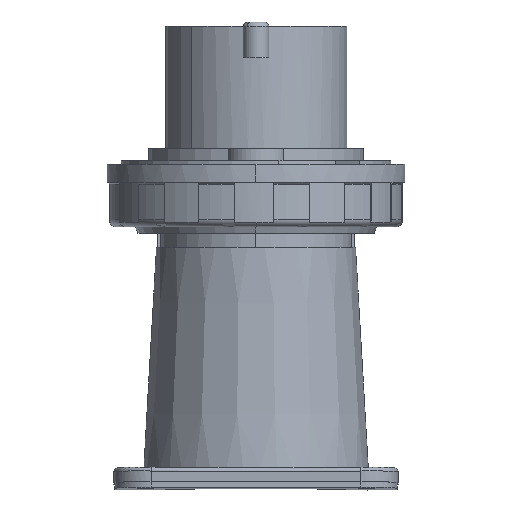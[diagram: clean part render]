
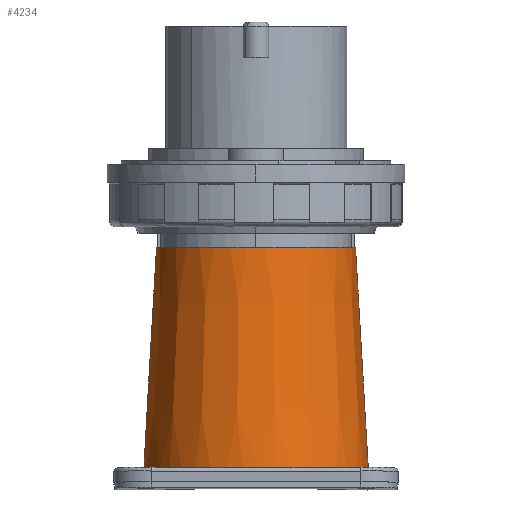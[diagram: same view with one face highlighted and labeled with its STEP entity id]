
A CAD part, front view. The second image highlights one B-rep face of the part: STEP entity #4234.
In plain terms, the highlighted conical face has half-angle 3.304 degrees and reference radius 28.529 mm.
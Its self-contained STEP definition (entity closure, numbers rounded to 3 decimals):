
#1579=CARTESIAN_POINT('',(44.829,-3.75,-0.232));
#1580=CARTESIAN_POINT('',(45.977,-4.407,
-0.24));
#1581=CARTESIAN_POINT('',(48.186,-5.87,
-0.258));
#1582=CARTESIAN_POINT('',(51.184,-8.48,
-0.286));
#1583=CARTESIAN_POINT('',(53.814,-11.458,
-0.314));
#1584=CARTESIAN_POINT('',(56.033,-14.755,
-0.34));
#1585=CARTESIAN_POINT('',(57.801,-18.313,
-0.362));
#1586=CARTESIAN_POINT('',(59.089,-22.072,
-0.38));
#1587=CARTESIAN_POINT('',(59.874,-25.966,
-0.39));
#1588=CARTESIAN_POINT('',(60.144,-29.929,
-0.394));
#1589=CARTESIAN_POINT('',(59.893,-33.894,
-0.391));
#1590=CARTESIAN_POINT('',(59.126,-37.791,
-0.38));
#1591=CARTESIAN_POINT('',(57.856,-41.556,
-0.363));
#1592=CARTESIAN_POINT('',(56.104,-45.122,
-0.341));
#1593=CARTESIAN_POINT('',(53.901,-48.429,
-0.315));
#1594=CARTESIAN_POINT('',(51.284,-51.42,
-0.287));
#1595=CARTESIAN_POINT('',(48.298,-54.044,
-0.259));
#1596=CARTESIAN_POINT('',(44.995,-56.255,
-0.232));
#1597=CARTESIAN_POINT('',(41.431,-58.015,
-0.21));
#1598=CARTESIAN_POINT('',(37.667,-59.295,
-0.193));
#1599=CARTESIAN_POINT('',(33.767,-60.071,
-0.182));
#1600=CARTESIAN_POINT('',(29.8,-60.332,-0.178));
#1601=CARTESIAN_POINT('',(25.833,-60.071,
-0.182));
#1602=CARTESIAN_POINT('',(21.933,-59.295,
-0.193));
#1603=CARTESIAN_POINT('',(18.169,-58.015,
-0.21));
#1604=CARTESIAN_POINT('',(14.605,-56.255,
-0.232));
#1605=CARTESIAN_POINT('',(11.302,-54.044,
-0.259));
#1606=CARTESIAN_POINT('',(8.316,-51.42,
-0.287));
#1607=CARTESIAN_POINT('',(5.699,-48.429,
-0.315));
#1608=CARTESIAN_POINT('',(3.496,-45.122,
-0.341));
#1609=CARTESIAN_POINT('',(1.744,-41.556,
-0.363));
#1610=CARTESIAN_POINT('',(0.474,-37.791,
-0.38));
#1611=CARTESIAN_POINT('',(-0.293,-33.894,
-0.391));
#1612=CARTESIAN_POINT('',(-0.544,-29.929,
-0.394));
#1613=CARTESIAN_POINT('',(-0.274,-25.966,
-0.39));
#1614=CARTESIAN_POINT('',(0.511,-22.072,
-0.38));
#1615=CARTESIAN_POINT('',(1.799,-18.313,
-0.362));
#1616=CARTESIAN_POINT('',(3.567,-14.755,
-0.34));
#1617=CARTESIAN_POINT('',(5.786,-11.458,
-0.314));
#1618=CARTESIAN_POINT('',(8.416,-8.48,
-0.286));
#1619=CARTESIAN_POINT('',(11.414,-5.87,
-0.258));
#1620=CARTESIAN_POINT('',(13.623,-4.407,
-0.24));
#1621=CARTESIAN_POINT('',(14.771,-3.75,-0.232));
#1623=CARTESIAN_POINT('',(24.398,-3.75,59.5));
#1624=CARTESIAN_POINT('',(23.816,-3.75,57.468));
#1625=CARTESIAN_POINT('',(22.807,-3.75,53.352));
#1626=CARTESIAN_POINT('',(21.517,-3.75,47.065));
#1627=CARTESIAN_POINT('',(20.383,-3.75,40.759));
#1628=CARTESIAN_POINT('',(19.361,-3.75,34.474));
#1629=CARTESIAN_POINT('',(18.429,-3.75,28.263));
#1630=CARTESIAN_POINT('',(17.537,-3.75,21.914));
#1631=CARTESIAN_POINT('',(16.649,-3.75,15.214));
#1632=CARTESIAN_POINT('',(15.74,-3.75,7.972));
#1633=CARTESIAN_POINT('',(15.098,-3.75,2.585));
#1634=CARTESIAN_POINT('',(14.771,-3.75,-0.232));
#1636=CARTESIAN_POINT('',(29.8,-30.,59.5));
#1637=DIRECTION('',(0.,0.,-1.));
#1638=DIRECTION('',(-0.994,0.112,0.));
#1639=AXIS2_PLACEMENT_3D('',#1636,#1637,#1638);
#1641=CARTESIAN_POINT('',(29.8,-30.,59.5));
#1642=DIRECTION('',(0.,0.,-1.));
#1643=DIRECTION('',(-0.994,-0.112,0.));
#1644=AXIS2_PLACEMENT_3D('',#1641,#1642,#1643);
#1646=CARTESIAN_POINT('',(29.8,-30.,59.5));
#1647=DIRECTION('',(0.,0.,1.));
#1648=DIRECTION('',(-0.994,-0.112,0.));
#1649=AXIS2_PLACEMENT_3D('',#1646,#1647,#1648);
#1651=CARTESIAN_POINT('',(29.8,-30.,59.5));
#1652=DIRECTION('',(0.,0.,1.));
#1653=DIRECTION('',(0.994,-0.112,0.));
#1654=AXIS2_PLACEMENT_3D('',#1651,#1652,#1653);
#1656=CARTESIAN_POINT('',(29.8,-30.,59.5));
#1657=DIRECTION('',(0.,0.,1.));
#1658=DIRECTION('',(0.994,0.112,0.));
#1659=AXIS2_PLACEMENT_3D('',#1656,#1657,#1658);
#1661=CARTESIAN_POINT('',(35.202,-3.75,59.5));
#1662=CARTESIAN_POINT('',(35.784,-3.75,57.468));
#1663=CARTESIAN_POINT('',(36.793,-3.75,53.352));
#1664=CARTESIAN_POINT('',(38.083,-3.75,47.065));
#1665=CARTESIAN_POINT('',(39.217,-3.75,40.759));
#1666=CARTESIAN_POINT('',(40.239,-3.75,34.474));
#1667=CARTESIAN_POINT('',(41.171,-3.75,28.263));
#1668=CARTESIAN_POINT('',(42.063,-3.75,21.914));
#1669=CARTESIAN_POINT('',(42.951,-3.75,15.214));
#1670=CARTESIAN_POINT('',(43.86,-3.75,7.972));
#1671=CARTESIAN_POINT('',(44.502,-3.75,2.585));
#1672=CARTESIAN_POINT('',(44.829,-3.75,-0.232));
#1878=VERTEX_POINT('',#1661);
#1879=VERTEX_POINT('',#1672);
#1897=CARTESIAN_POINT('',(56.432,-33.,59.5));
#1899=VERTEX_POINT('',#1897);
#1900=CARTESIAN_POINT('',(56.432,-27.,59.5));
#1901=VERTEX_POINT('',#1900);
#1943=VERTEX_POINT('',#1623);
#1944=VERTEX_POINT('',#1634);
#1962=CARTESIAN_POINT('',(3.168,-33.,59.5));
#1964=VERTEX_POINT('',#1962);
#1965=CARTESIAN_POINT('',(3.168,-27.,59.5));
#1966=VERTEX_POINT('',#1965);
#4218=CARTESIAN_POINT('',(29.8,-30.,29.553));
#4219=DIRECTION('',(0.,0.,-1.));
#4220=DIRECTION('',(0.,-1.,0.));
#4221=AXIS2_PLACEMENT_3D('',#4218,#4219,#4220);
#4222=CONICAL_SURFACE('',#4221,28.529,3.304);
#4223=ORIENTED_EDGE('',*,*,#3505,.T.);
#4224=ORIENTED_EDGE('',*,*,#3517,.F.);
#4225=ORIENTED_EDGE('',*,*,#3554,.F.);
#4226=ORIENTED_EDGE('',*,*,#4207,.F.);
#4227=ORIENTED_EDGE('',*,*,#3569,.T.);
#4229=ORIENTED_EDGE('',*,*,#4228,.T.);
#4230=ORIENTED_EDGE('',*,*,#3557,.T.);
#4231=ORIENTED_EDGE('',*,*,#3520,.T.);
#4232=EDGE_LOOP('',(#4223,#4224,#4225,#4226,#4227,#4229,#4230,#4231));
#4233=FACE_OUTER_BOUND('',#4232,.F.);
#4234=ADVANCED_FACE('',(#4233),#4222,.T.);
#1622=B_SPLINE_CURVE_WITH_KNOTS('',3,(#1579,#1580,#1581,#1582,#1583,#1584,#1585,
#1586,#1587,#1588,#1589,#1590,#1591,#1592,#1593,#1594,#1595,#1596,#1597,#1598,
#1599,#1600,#1601,#1602,#1603,#1604,#1605,#1606,#1607,#1608,#1609,#1610,#1611,
#1612,#1613,#1614,#1615,#1616,#1617,#1618,#1619,#1620,#1621),.UNSPECIFIED.,.F.,
.F.,(4,1,1,1,1,1,1,1,1,1,1,1,1,1,1,1,1,1,1,1,1,1,1,1,1,1,1,1,1,1,1,1,1,1,1,1,1,
1,1,1,4),(0.,0.025,0.05,0.075,0.1,0.125,0.15,0.175,0.2,0.225,
0.25,0.275,0.3,0.325,0.35,0.375,0.4,0.425,0.45,0.475,0.5,
0.525,0.55,0.575,0.6,0.625,0.65,0.675,0.7,0.725,0.75,
0.775,0.8,0.825,0.85,0.875,0.9,0.925,0.95,0.975,1.),
.UNSPECIFIED.);
#1635=B_SPLINE_CURVE_WITH_KNOTS('',3,(#1623,#1624,#1625,#1626,#1627,#1628,#1629,
#1630,#1631,#1632,#1633,#1634),.UNSPECIFIED.,.F.,.F.,(4,1,1,1,1,1,1,1,1,4),
(0.,0.111,0.222,0.333,0.444,
0.556,0.667,0.778,0.889,1.),
.UNSPECIFIED.);
#1640=CIRCLE('',#1639,26.8);
#1645=CIRCLE('',#1644,26.8);
#1650=CIRCLE('',#1649,26.8);
#1655=CIRCLE('',#1654,26.8);
#1660=CIRCLE('',#1659,26.8);
#1673=B_SPLINE_CURVE_WITH_KNOTS('',3,(#1661,#1662,#1663,#1664,#1665,#1666,#1667,
#1668,#1669,#1670,#1671,#1672),.UNSPECIFIED.,.F.,.F.,(4,1,1,1,1,1,1,1,1,4),
(0.,0.111,0.222,0.333,0.444,
0.556,0.667,0.778,0.889,1.),
.UNSPECIFIED.);
#3505=EDGE_CURVE('',#1879,#1944,#1622,.T.);
#3517=EDGE_CURVE('',#1943,#1944,#1635,.T.);
#3520=EDGE_CURVE('',#1878,#1879,#1673,.T.);
#3554=EDGE_CURVE('',#1966,#1943,#1640,.T.);
#3557=EDGE_CURVE('',#1901,#1878,#1660,.T.);
#3569=EDGE_CURVE('',#1964,#1899,#1650,.T.);
#4207=EDGE_CURVE('',#1964,#1966,#1645,.T.);
#4228=EDGE_CURVE('',#1899,#1901,#1655,.T.);
